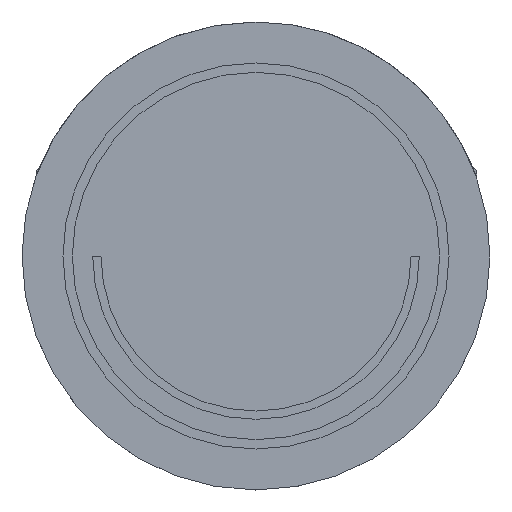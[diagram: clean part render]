
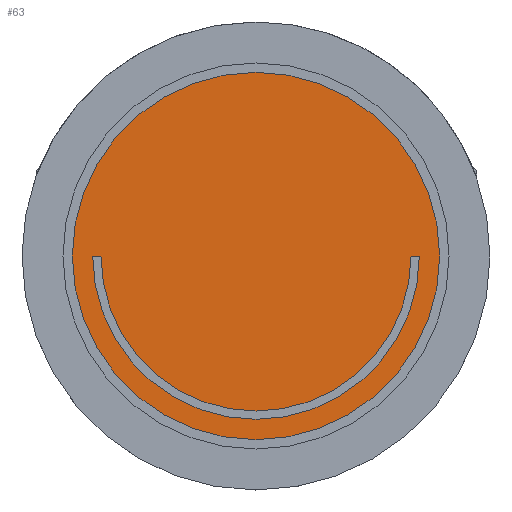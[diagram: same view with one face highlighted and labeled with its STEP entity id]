
A CAD part, front view. The second image highlights one B-rep face of the part: STEP entity #63.
In plain terms, the highlighted planar face has unit normal (0, -1, 0).
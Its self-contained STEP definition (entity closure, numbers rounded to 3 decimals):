
#10 = FACE_OUTER_BOUND ( 'NONE', #983, .T. ) ;
#19 = CARTESIAN_POINT ( 'NONE',  ( 13.96, -0.15, 0. ) ) ;
#29 = CARTESIAN_POINT ( 'NONE',  ( -13.249, -0.15, 0. ) ) ;
#34 = DIRECTION ( 'NONE',  ( 0., 1., 0. ) ) ;
#36 = EDGE_LOOP ( 'NONE', ( #861, #1018, #639, #662 ) ) ;
#42 = CIRCLE ( 'NONE', #844, 15.697 ) ;
#50 = DIRECTION ( 'NONE',  ( 0., 0., -1. ) ) ;
#63 = ADVANCED_FACE ( 'NONE', ( #10, #204 ), #489, .T. ) ;
#68 = CARTESIAN_POINT ( 'NONE',  ( -13.249, -0.15, 0. ) ) ;
#98 = EDGE_CURVE ( 'NONE', #349, #101, #386, .T. ) ;
#101 = VERTEX_POINT ( 'NONE', #476 ) ;
#204 = FACE_BOUND ( 'NONE', #36, .T. ) ;
#212 = EDGE_CURVE ( 'NONE', #634, #1136, #234, .T. ) ;
#227 = CARTESIAN_POINT ( 'NONE',  ( 13.249, -0.15, 0. ) ) ;
#234 = LINE ( 'NONE', #227, #638 ) ;
#245 = CARTESIAN_POINT ( 'NONE',  ( 0., -0.15, 0. ) ) ;
#263 = CARTESIAN_POINT ( 'NONE',  ( 13.249, -0.15, 0. ) ) ;
#270 = EDGE_CURVE ( 'NONE', #1134, #1134, #42, .T. ) ;
#279 = AXIS2_PLACEMENT_3D ( 'NONE', #1097, #665, #1015 ) ;
#304 = EDGE_CURVE ( 'NONE', #1136, #349, #717, .T. ) ;
#349 = VERTEX_POINT ( 'NONE', #68 ) ;
#386 = LINE ( 'NONE', #29, #903 ) ;
#421 = DIRECTION ( 'NONE',  ( 0., 0., -1. ) ) ;
#476 = CARTESIAN_POINT ( 'NONE',  ( -13.96, -0.15, 0. ) ) ;
#489 = PLANE ( 'NONE',  #279 ) ;
#499 = EDGE_CURVE ( 'NONE', #101, #634, #1124, .T. ) ;
#505 = AXIS2_PLACEMENT_3D ( 'NONE', #245, #34, #50 ) ;
#634 = VERTEX_POINT ( 'NONE', #19 ) ;
#638 = VECTOR ( 'NONE', #689, 1000. ) ;
#639 = ORIENTED_EDGE ( 'NONE', *, *, #212, .F. ) ;
#652 = DIRECTION ( 'NONE',  ( -1., 0., 0. ) ) ;
#662 = ORIENTED_EDGE ( 'NONE', *, *, #499, .F. ) ;
#665 = DIRECTION ( 'NONE',  ( 0., -1., 0. ) ) ;
#689 = DIRECTION ( 'NONE',  ( -1., 0., 0. ) ) ;
#697 = CARTESIAN_POINT ( 'NONE',  ( 0., -0.15, 0. ) ) ;
#699 = ORIENTED_EDGE ( 'NONE', *, *, #270, .T. ) ;
#717 = CIRCLE ( 'NONE', #505, 13.249 ) ;
#740 = DIRECTION ( 'NONE',  ( 0., -1., 0. ) ) ;
#826 = CARTESIAN_POINT ( 'NONE',  ( 0., -0.15, 0. ) ) ;
#844 = AXIS2_PLACEMENT_3D ( 'NONE', #697, #872, #421 ) ;
#861 = ORIENTED_EDGE ( 'NONE', *, *, #98, .F. ) ;
#871 = CARTESIAN_POINT ( 'NONE',  ( 0., -0.15, -15.697 ) ) ;
#872 = DIRECTION ( 'NONE',  ( 0., -1., 0. ) ) ;
#903 = VECTOR ( 'NONE', #652, 1000. ) ;
#979 = AXIS2_PLACEMENT_3D ( 'NONE', #826, #740, #1120 ) ;
#983 = EDGE_LOOP ( 'NONE', ( #699 ) ) ;
#1015 = DIRECTION ( 'NONE',  ( 0., 0., -1. ) ) ;
#1018 = ORIENTED_EDGE ( 'NONE', *, *, #304, .F. ) ;
#1097 = CARTESIAN_POINT ( 'NONE',  ( 0., -0.15, 0. ) ) ;
#1120 = DIRECTION ( 'NONE',  ( 0., 0., -1. ) ) ;
#1124 = CIRCLE ( 'NONE', #979, 13.96 ) ;
#1134 = VERTEX_POINT ( 'NONE', #871 ) ;
#1136 = VERTEX_POINT ( 'NONE', #263 ) ;
